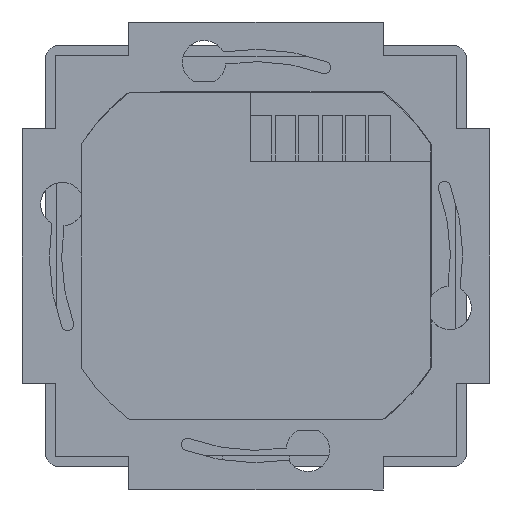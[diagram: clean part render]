
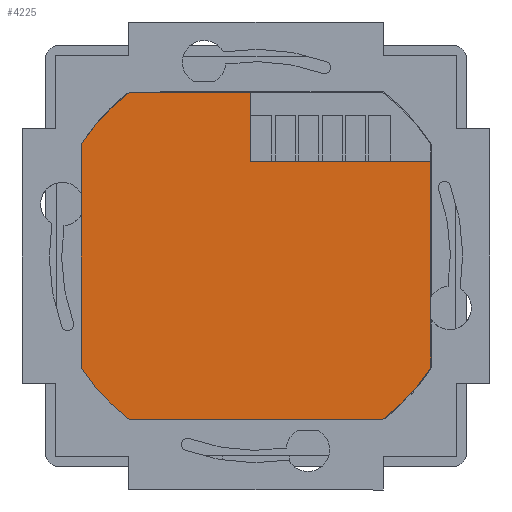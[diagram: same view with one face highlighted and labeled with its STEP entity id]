
A CAD part, front view. The second image highlights one B-rep face of the part: STEP entity #4225.
In plain terms, the highlighted planar face has unit normal (0, -1, 0).
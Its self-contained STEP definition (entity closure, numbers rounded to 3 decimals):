
#78=CIRCLE('',#4451,31.);
#79=CIRCLE('',#4452,31.);
#80=CIRCLE('',#4453,31.);
#278=FACE_OUTER_BOUND('',#497,.T.);
#497=EDGE_LOOP('',(#2828,#2829,#2830,#2831,#2832,#2833,#2834,#2835,#2836));
#774=LINE('',#6059,#1270);
#777=LINE('',#6065,#1273);
#778=LINE('',#6067,#1274);
#779=LINE('',#6069,#1275);
#780=LINE('',#6073,#1276);
#781=LINE('',#6077,#1277);
#1270=VECTOR('',#4838,10.);
#1273=VECTOR('',#4843,10.);
#1274=VECTOR('',#4844,10.);
#1275=VECTOR('',#4845,10.);
#1276=VECTOR('',#4848,10.);
#1277=VECTOR('',#4851,10.);
#1764=VERTEX_POINT('',#6056);
#1765=VERTEX_POINT('',#6058);
#1767=VERTEX_POINT('',#6064);
#1768=VERTEX_POINT('',#6066);
#1769=VERTEX_POINT('',#6068);
#1770=VERTEX_POINT('',#6070);
#1771=VERTEX_POINT('',#6072);
#1772=VERTEX_POINT('',#6074);
#1773=VERTEX_POINT('',#6076);
#2186=EDGE_CURVE('',#1765,#1764,#774,.T.);
#2189=EDGE_CURVE('',#1764,#1767,#777,.T.);
#2190=EDGE_CURVE('',#1767,#1768,#778,.T.);
#2191=EDGE_CURVE('',#1768,#1769,#779,.T.);
#2192=EDGE_CURVE('',#1769,#1770,#78,.T.);
#2193=EDGE_CURVE('',#1770,#1771,#780,.T.);
#2194=EDGE_CURVE('',#1771,#1772,#79,.T.);
#2195=EDGE_CURVE('',#1772,#1773,#781,.T.);
#2196=EDGE_CURVE('',#1773,#1765,#80,.T.);
#2828=ORIENTED_EDGE('',*,*,#2189,.T.);
#2829=ORIENTED_EDGE('',*,*,#2190,.T.);
#2830=ORIENTED_EDGE('',*,*,#2191,.T.);
#2831=ORIENTED_EDGE('',*,*,#2192,.T.);
#2832=ORIENTED_EDGE('',*,*,#2193,.T.);
#2833=ORIENTED_EDGE('',*,*,#2194,.T.);
#2834=ORIENTED_EDGE('',*,*,#2195,.T.);
#2835=ORIENTED_EDGE('',*,*,#2196,.T.);
#2836=ORIENTED_EDGE('',*,*,#2186,.T.);
#4074=PLANE('',#4450);
#4225=ADVANCED_FACE('',(#278),#4074,.T.);
#4450=AXIS2_PLACEMENT_3D('',#6063,#4841,#4842);
#4451=AXIS2_PLACEMENT_3D('',#6071,#4846,#4847);
#4452=AXIS2_PLACEMENT_3D('',#6075,#4849,#4850);
#4453=AXIS2_PLACEMENT_3D('',#6078,#4852,#4853);
#4838=DIRECTION('',(0.,0.,1.));
#4841=DIRECTION('center_axis',(0.,-1.,0.));
#4842=DIRECTION('ref_axis',(1.,0.,0.));
#4843=DIRECTION('',(-1.,0.,0.));
#4844=DIRECTION('',(0.,0.,1.));
#4845=DIRECTION('',(-1.,0.,0.));
#4846=DIRECTION('center_axis',(0.,-1.,0.));
#4847=DIRECTION('ref_axis',(-0.613,0.,0.79));
#4848=DIRECTION('',(0.,0.,-1.));
#4849=DIRECTION('center_axis',(0.,-1.,0.));
#4850=DIRECTION('ref_axis',(-0.844,0.,-0.536));
#4851=DIRECTION('',(1.,0.,0.));
#4852=DIRECTION('center_axis',(0.,-1.,0.));
#4853=DIRECTION('ref_axis',(0.613,0.,-0.79));
#6056=CARTESIAN_POINT('',(26.175,-9.104,14.2));
#6058=CARTESIAN_POINT('',(26.175,-9.104,-16.609));
#6059=CARTESIAN_POINT('',(26.175,-9.104,-16.609));
#6063=CARTESIAN_POINT('Origin',(0.,-9.104,
0.));
#6064=CARTESIAN_POINT('',(-0.825,-9.104,14.2));
#6065=CARTESIAN_POINT('',(3.187,-9.104,14.2));
#6066=CARTESIAN_POINT('',(-0.825,-9.104,24.5));
#6067=CARTESIAN_POINT('',(-0.825,-9.104,6.5));
#6068=CARTESIAN_POINT('',(-18.994,-9.104,24.5));
#6069=CARTESIAN_POINT('',(18.993,-9.104,24.5));
#6070=CARTESIAN_POINT('',(-26.175,-9.104,16.61));
#6071=CARTESIAN_POINT('Origin',(0.,-9.104,
0.));
#6072=CARTESIAN_POINT('',(-26.175,-9.104,-16.609));
#6073=CARTESIAN_POINT('',(-26.175,-9.104,16.61));
#6074=CARTESIAN_POINT('',(-18.994,-9.104,-24.5));
#6075=CARTESIAN_POINT('Origin',(0.,-9.104,
0.));
#6076=CARTESIAN_POINT('',(18.993,-9.104,-24.5));
#6077=CARTESIAN_POINT('',(-18.994,-9.104,-24.5));
#6078=CARTESIAN_POINT('Origin',(0.,-9.104,
0.));
